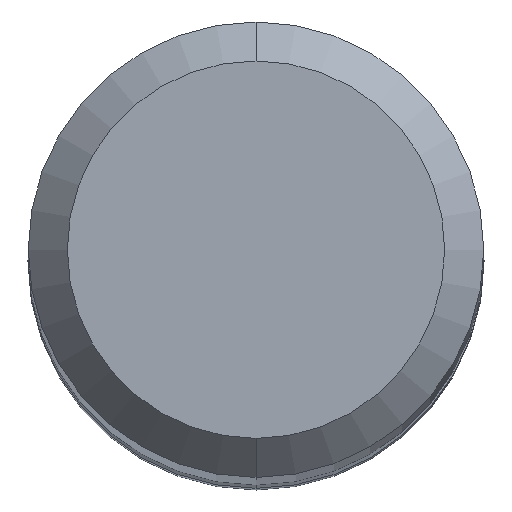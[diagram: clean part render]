
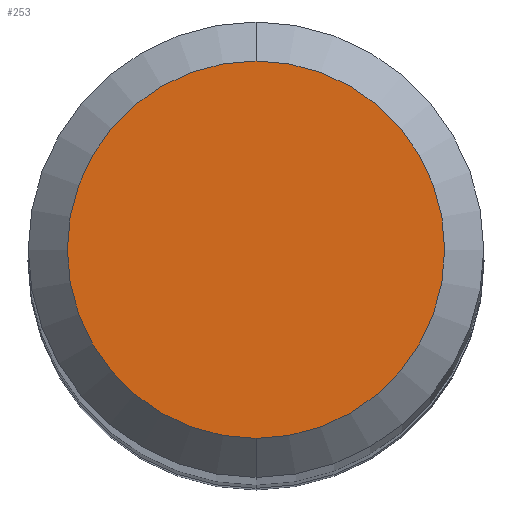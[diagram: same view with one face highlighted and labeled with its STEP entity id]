
A CAD part, top view. The second image highlights one B-rep face of the part: STEP entity #253.
In plain terms, the highlighted planar face has unit normal (0, 0, 1).
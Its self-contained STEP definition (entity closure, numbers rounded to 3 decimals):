
#155=EDGE_CURVE('',#259,#287,#388,.T.);
#231=EDGE_CURVE('',#287,#259,#472,.T.);
#253=ADVANCED_FACE('',(#495),#496,.T.);
#259=VERTEX_POINT('',#503);
#287=VERTEX_POINT('',#535);
#388=CIRCLE('',#645,1.45);
#472=CIRCLE('',#757,1.45);
#495=FACE_OUTER_BOUND('',#787,.T.);
#496=PLANE('',#788);
#503=CARTESIAN_POINT('',(0.0,1.45,0.0));
#535=CARTESIAN_POINT('',(0.,-1.45,0.0));
#645=AXIS2_PLACEMENT_3D('',#952,#953,#954);
#757=AXIS2_PLACEMENT_3D('',#1063,#1064,#1065);
#787=EDGE_LOOP('',(#1086,#1087));
#788=AXIS2_PLACEMENT_3D('',#1088,#1089,#1090);
#952=CARTESIAN_POINT('',(0.0,0.0,0.0));
#953=DIRECTION('',(0.0,0.0,-1.0));
#954=DIRECTION('',(0.0,1.0,0.0));
#1063=CARTESIAN_POINT('',(0.0,0.0,0.0));
#1064=DIRECTION('',(0.0,0.0,-1.0));
#1065=DIRECTION('',(0.0,1.0,0.0));
#1086=ORIENTED_EDGE('',*,*,#155,.F.);
#1087=ORIENTED_EDGE('',*,*,#231,.F.);
#1088=CARTESIAN_POINT('',(0.0,0.725,0.0));
#1089=DIRECTION('',(-0.0,0.0,1.0));
#1090=DIRECTION('',(0.0,-1.0,0.0));
